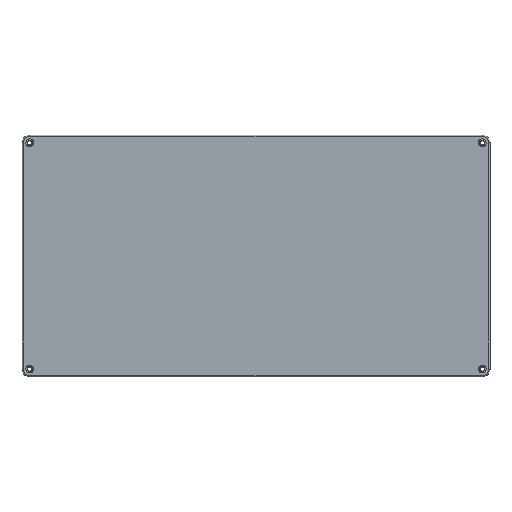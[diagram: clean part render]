
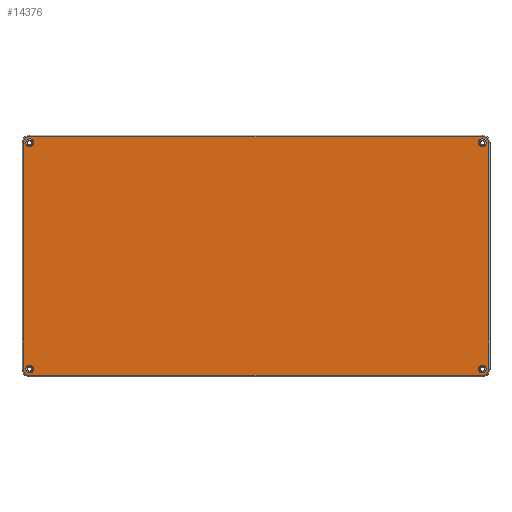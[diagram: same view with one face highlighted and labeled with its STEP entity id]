
A CAD part, top view. The second image highlights one B-rep face of the part: STEP entity #14376.
In plain terms, the highlighted planar face has unit normal (0, 0, 1).
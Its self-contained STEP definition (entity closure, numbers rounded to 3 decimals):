
#12917=CARTESIAN_POINT('',(290.,-145.,20.));
#12918=DIRECTION('',(0.,0.,1.));
#12919=DIRECTION('',(0.,-1.,0.));
#12920=AXIS2_PLACEMENT_3D('',#12917,#12918,#12919);
#12941=CARTESIAN_POINT('',(-290.,-145.,20.));
#12942=DIRECTION('',(0.,0.,-1.));
#12943=DIRECTION('',(-1.,0.,0.));
#12944=AXIS2_PLACEMENT_3D('',#12941,#12942,#12943);
#12949=CARTESIAN_POINT('',(-290.,-145.,20.));
#12950=DIRECTION('',(0.,0.,-1.));
#12951=DIRECTION('',(1.,0.,0.));
#12952=AXIS2_PLACEMENT_3D('',#12949,#12950,#12951);
#12957=CARTESIAN_POINT('',(-290.,145.,20.));
#12958=DIRECTION('',(0.,0.,-1.));
#12959=DIRECTION('',(-1.,0.,0.));
#12960=AXIS2_PLACEMENT_3D('',#12957,#12958,#12959);
#12965=CARTESIAN_POINT('',(-290.,145.,20.));
#12966=DIRECTION('',(0.,0.,-1.));
#12967=DIRECTION('',(1.,0.,0.));
#12968=AXIS2_PLACEMENT_3D('',#12965,#12966,#12967);
#12973=CARTESIAN_POINT('',(290.,145.,20.));
#12974=DIRECTION('',(0.,0.,-1.));
#12975=DIRECTION('',(-1.,0.,0.));
#12976=AXIS2_PLACEMENT_3D('',#12973,#12974,#12975);
#12981=CARTESIAN_POINT('',(290.,145.,20.));
#12982=DIRECTION('',(0.,0.,-1.));
#12983=DIRECTION('',(1.,0.,0.));
#12984=AXIS2_PLACEMENT_3D('',#12981,#12982,#12983);
#12989=CARTESIAN_POINT('',(290.,-145.,20.));
#12990=DIRECTION('',(0.,0.,-1.));
#12991=DIRECTION('',(-1.,0.,0.));
#12992=AXIS2_PLACEMENT_3D('',#12989,#12990,#12991);
#12997=CARTESIAN_POINT('',(290.,-145.,20.));
#12998=DIRECTION('',(0.,0.,-1.));
#12999=DIRECTION('',(1.,0.,0.));
#13000=AXIS2_PLACEMENT_3D('',#12997,#12998,#12999);
#13245=DIRECTION('',(1.,0.,0.));
#13246=VECTOR('',#13245,580.);
#13247=CARTESIAN_POINT('',(-290.,-153.5,20.));
#13248=LINE('',#13247,#13246);
#13281=CARTESIAN_POINT('',(-290.,-145.,20.));
#13282=DIRECTION('',(0.,0.,1.));
#13283=DIRECTION('',(-1.,0.,0.));
#13284=AXIS2_PLACEMENT_3D('',#13281,#13282,#13283);
#13305=DIRECTION('',(0.,-1.,0.));
#13306=VECTOR('',#13305,290.);
#13307=CARTESIAN_POINT('',(-298.5,145.,20.));
#13308=LINE('',#13307,#13306);
#13341=CARTESIAN_POINT('',(-290.,145.,20.));
#13342=DIRECTION('',(0.,0.,1.));
#13343=DIRECTION('',(0.,1.,0.));
#13344=AXIS2_PLACEMENT_3D('',#13341,#13342,#13343);
#13365=DIRECTION('',(-1.,0.,0.));
#13366=VECTOR('',#13365,580.);
#13367=CARTESIAN_POINT('',(290.,153.5,20.));
#13368=LINE('',#13367,#13366);
#13401=CARTESIAN_POINT('',(290.,145.,20.));
#13402=DIRECTION('',(0.,0.,1.));
#13403=DIRECTION('',(1.,0.,0.));
#13404=AXIS2_PLACEMENT_3D('',#13401,#13402,#13403);
#13425=DIRECTION('',(0.,1.,0.));
#13426=VECTOR('',#13425,290.);
#13427=CARTESIAN_POINT('',(298.5,-145.,20.));
#13428=LINE('',#13427,#13426);
#14090=CARTESIAN_POINT('',(-295.,-145.,20.));
#14091=CARTESIAN_POINT('',(-285.,-145.,20.));
#14092=VERTEX_POINT('',#14090);
#14093=VERTEX_POINT('',#14091);
#14098=CARTESIAN_POINT('',(-295.,145.,20.));
#14099=CARTESIAN_POINT('',(-285.,145.,20.));
#14100=VERTEX_POINT('',#14098);
#14101=VERTEX_POINT('',#14099);
#14106=CARTESIAN_POINT('',(285.,145.,20.));
#14107=CARTESIAN_POINT('',(295.,145.,20.));
#14108=VERTEX_POINT('',#14106);
#14109=VERTEX_POINT('',#14107);
#14114=CARTESIAN_POINT('',(285.,-145.,20.));
#14115=CARTESIAN_POINT('',(295.,-145.,20.));
#14116=VERTEX_POINT('',#14114);
#14117=VERTEX_POINT('',#14115);
#14150=CARTESIAN_POINT('',(290.,-153.5,20.));
#14151=CARTESIAN_POINT('',(298.5,-145.,20.));
#14152=VERTEX_POINT('',#14150);
#14153=VERTEX_POINT('',#14151);
#14158=CARTESIAN_POINT('',(298.5,145.,20.));
#14159=VERTEX_POINT('',#14158);
#14162=CARTESIAN_POINT('',(290.,153.5,20.));
#14163=VERTEX_POINT('',#14162);
#14166=CARTESIAN_POINT('',(-290.,153.5,20.));
#14167=VERTEX_POINT('',#14166);
#14170=CARTESIAN_POINT('',(-298.5,145.,20.));
#14171=VERTEX_POINT('',#14170);
#14174=CARTESIAN_POINT('',(-298.5,-145.,20.));
#14175=VERTEX_POINT('',#14174);
#14178=CARTESIAN_POINT('',(-290.,-153.5,20.));
#14179=VERTEX_POINT('',#14178);
#14330=CARTESIAN_POINT('',(0.,0.,20.));
#14331=DIRECTION('',(0.,0.,1.));
#14332=DIRECTION('',(-1.,0.,0.));
#14333=AXIS2_PLACEMENT_3D('',#14330,#14331,#14332);
#14334=PLANE('',#14333);
#14335=ORIENTED_EDGE('',*,*,#14320,.F.);
#14337=ORIENTED_EDGE('',*,*,#14336,.F.);
#14339=ORIENTED_EDGE('',*,*,#14338,.F.);
#14341=ORIENTED_EDGE('',*,*,#14340,.F.);
#14343=ORIENTED_EDGE('',*,*,#14342,.F.);
#14345=ORIENTED_EDGE('',*,*,#14344,.F.);
#14347=ORIENTED_EDGE('',*,*,#14346,.F.);
#14349=ORIENTED_EDGE('',*,*,#14348,.F.);
#14350=EDGE_LOOP('',(#14335,#14337,#14339,#14341,#14343,#14345,#14347,#14349));
#14351=FACE_OUTER_BOUND('',#14350,.F.);
#14353=ORIENTED_EDGE('',*,*,#14352,.F.);
#14355=ORIENTED_EDGE('',*,*,#14354,.F.);
#14356=EDGE_LOOP('',(#14353,#14355));
#14357=FACE_BOUND('',#14356,.F.);
#14359=ORIENTED_EDGE('',*,*,#14358,.F.);
#14361=ORIENTED_EDGE('',*,*,#14360,.F.);
#14362=EDGE_LOOP('',(#14359,#14361));
#14363=FACE_BOUND('',#14362,.F.);
#14365=ORIENTED_EDGE('',*,*,#14364,.F.);
#14367=ORIENTED_EDGE('',*,*,#14366,.F.);
#14368=EDGE_LOOP('',(#14365,#14367));
#14369=FACE_BOUND('',#14368,.F.);
#14371=ORIENTED_EDGE('',*,*,#14370,.F.);
#14373=ORIENTED_EDGE('',*,*,#14372,.F.);
#14374=EDGE_LOOP('',(#14371,#14373));
#14375=FACE_BOUND('',#14374,.F.);
#14376=ADVANCED_FACE('',(#14351,#14357,#14363,#14369,#14375),#14334,.T.);
#12921=CIRCLE('',#12920,8.5);
#12945=CIRCLE('',#12944,5.);
#12953=CIRCLE('',#12952,5.);
#12961=CIRCLE('',#12960,5.);
#12969=CIRCLE('',#12968,5.);
#12977=CIRCLE('',#12976,5.);
#12985=CIRCLE('',#12984,5.);
#12993=CIRCLE('',#12992,5.);
#13001=CIRCLE('',#13000,5.);
#13285=CIRCLE('',#13284,8.5);
#13345=CIRCLE('',#13344,8.5);
#13405=CIRCLE('',#13404,8.5);
#14320=EDGE_CURVE('',#14152,#14153,#12921,.T.);
#14336=EDGE_CURVE('',#14179,#14152,#13248,.T.);
#14338=EDGE_CURVE('',#14175,#14179,#13285,.T.);
#14340=EDGE_CURVE('',#14171,#14175,#13308,.T.);
#14342=EDGE_CURVE('',#14167,#14171,#13345,.T.);
#14344=EDGE_CURVE('',#14163,#14167,#13368,.T.);
#14346=EDGE_CURVE('',#14159,#14163,#13405,.T.);
#14348=EDGE_CURVE('',#14153,#14159,#13428,.T.);
#14352=EDGE_CURVE('',#14092,#14093,#12945,.T.);
#14354=EDGE_CURVE('',#14093,#14092,#12953,.T.);
#14358=EDGE_CURVE('',#14100,#14101,#12961,.T.);
#14360=EDGE_CURVE('',#14101,#14100,#12969,.T.);
#14364=EDGE_CURVE('',#14108,#14109,#12977,.T.);
#14366=EDGE_CURVE('',#14109,#14108,#12985,.T.);
#14370=EDGE_CURVE('',#14116,#14117,#12993,.T.);
#14372=EDGE_CURVE('',#14117,#14116,#13001,.T.);
